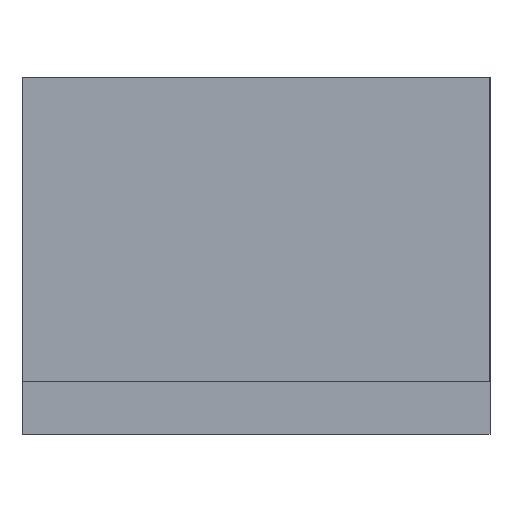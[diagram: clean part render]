
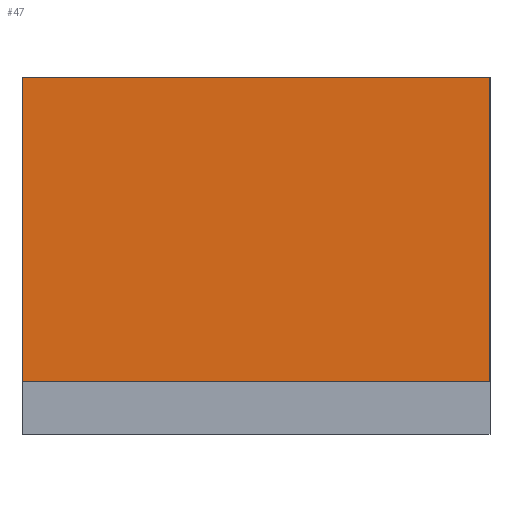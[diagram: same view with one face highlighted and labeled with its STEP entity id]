
A CAD part, left-side view. The second image highlights one B-rep face of the part: STEP entity #47.
In plain terms, the highlighted planar face has unit normal (-1, 0, 0).
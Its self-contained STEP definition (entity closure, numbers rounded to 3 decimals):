
#47=ADVANCED_FACE('NONE',(#103),#104,.T.);
#103=FACE_OUTER_BOUND('',#165,.T.);
#104=PLANE('',#166);
#165=EDGE_LOOP('',(#235,#236,#237,#238));
#166=AXIS2_PLACEMENT_3D('',#239,#240,#241);
#235=ORIENTED_EDGE('',*,*,#398,.F.);
#236=ORIENTED_EDGE('',*,*,#396,.T.);
#237=ORIENTED_EDGE('',*,*,#399,.T.);
#238=ORIENTED_EDGE('',*,*,#400,.F.);
#239=CARTESIAN_POINT('',(-16.0,-20.0,16.0));
#240=DIRECTION('',(-1.0,0.,0.));
#241=DIRECTION('',(0.,1.0,0.0));
#396=EDGE_CURVE('NONE',#469,#473,#475,.T.);
#398=EDGE_CURVE('NONE',#469,#477,#478,.T.);
#399=EDGE_CURVE('NONE',#473,#479,#480,.T.);
#400=EDGE_CURVE('NONE',#477,#479,#481,.T.);
#469=VERTEX_POINT('NONE',#576);
#473=VERTEX_POINT('NONE',#582);
#475=LINE('',#585,#586);
#477=VERTEX_POINT('NONE',#588);
#478=LINE('',#589,#590);
#479=VERTEX_POINT('NONE',#591);
#480=LINE('',#592,#593);
#481=LINE('',#594,#595);
#576=CARTESIAN_POINT('',(-16.0,20.0,-10.0));
#582=CARTESIAN_POINT('',(-16.0,-20.0,-10.0));
#585=CARTESIAN_POINT('',(-16.,-20.0,-10.0));
#586=VECTOR('',#707,1000.0);
#588=CARTESIAN_POINT('',(-16.0,20.0,16.0));
#589=CARTESIAN_POINT('',(-16.0,20.0,-12.5));
#590=VECTOR('',#708,1000.0);
#591=CARTESIAN_POINT('',(-16.0,-20.0,16.0));
#592=CARTESIAN_POINT('',(-16.0,-20.0,-2.127));
#593=VECTOR('',#709,1000.0);
#594=CARTESIAN_POINT('',(-16.0,-13.0,16.0));
#595=VECTOR('',#710,1000.0);
#707=DIRECTION('',(0.,-1.0,0.));
#708=DIRECTION('',(0.0,0.,1.0));
#709=DIRECTION('',(0.0,0.,1.0));
#710=DIRECTION('',(0.0,-1.0,0.));
